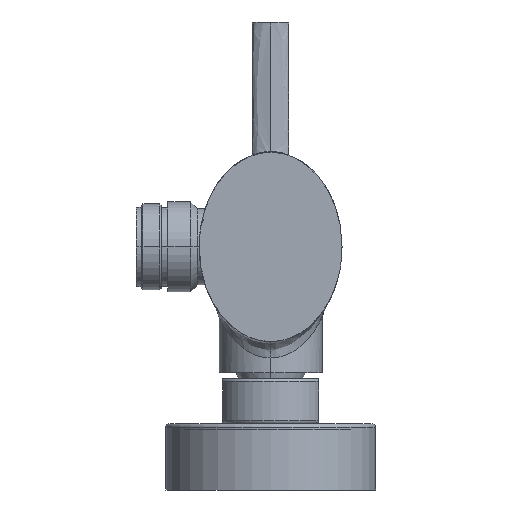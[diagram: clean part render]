
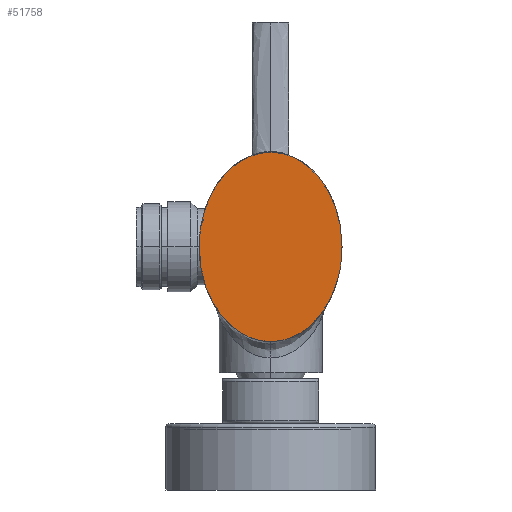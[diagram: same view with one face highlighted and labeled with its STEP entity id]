
A CAD part, left-side view. The second image highlights one B-rep face of the part: STEP entity #51758.
In plain terms, the highlighted planar face has unit normal (-1, 0, 0).
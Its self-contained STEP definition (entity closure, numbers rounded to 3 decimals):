
#15611=CARTESIAN_POINT('',(-106.5,-21.6,0.));
#15612=CARTESIAN_POINT('',(-106.5,-21.6,1.685));
#15613=CARTESIAN_POINT('',(-106.5,-21.374,5.182));
#15614=CARTESIAN_POINT('',(-106.5,-20.228,10.56));
#15615=CARTESIAN_POINT('',(-106.5,-18.551,14.879));
#15616=CARTESIAN_POINT('',(-106.5,-16.8,18.057));
#15617=CARTESIAN_POINT('',(-106.5,-15.301,20.259));
#15618=CARTESIAN_POINT('',(-106.5,-13.637,22.245));
#15619=CARTESIAN_POINT('',(-106.5,-11.837,23.983));
#15620=CARTESIAN_POINT('',(-106.5,-9.933,25.452));
#15621=CARTESIAN_POINT('',(-106.5,-7.957,26.639));
#15622=CARTESIAN_POINT('',(-106.5,-5.944,27.542));
#15623=CARTESIAN_POINT('',(-106.5,-4.263,28.063));
#15624=CARTESIAN_POINT('',(-106.5,-2.929,28.346));
#15625=CARTESIAN_POINT('',(-106.5,-1.939,28.495));
#15626=CARTESIAN_POINT('',(-106.5,-1.124,28.567));
#15627=CARTESIAN_POINT('',(-106.5,-0.479,28.595));
#15628=CARTESIAN_POINT('',(-106.5,0.,28.602));
#15629=CARTESIAN_POINT('',(-106.5,0.479,28.595));
#15630=CARTESIAN_POINT('',(-106.5,1.124,28.567));
#15631=CARTESIAN_POINT('',(-106.5,1.939,28.495));
#15632=CARTESIAN_POINT('',(-106.5,2.929,28.346));
#15633=CARTESIAN_POINT('',(-106.5,4.263,28.063));
#15634=CARTESIAN_POINT('',(-106.5,5.944,27.542));
#15635=CARTESIAN_POINT('',(-106.5,7.957,26.639));
#15636=CARTESIAN_POINT('',(-106.5,9.933,25.452));
#15637=CARTESIAN_POINT('',(-106.5,11.837,23.983));
#15638=CARTESIAN_POINT('',(-106.5,13.637,22.245));
#15639=CARTESIAN_POINT('',(-106.5,15.301,20.259));
#15640=CARTESIAN_POINT('',(-106.5,16.8,18.057));
#15641=CARTESIAN_POINT('',(-106.5,18.551,14.879));
#15642=CARTESIAN_POINT('',(-106.5,20.228,10.56));
#15643=CARTESIAN_POINT('',(-106.5,21.374,5.182));
#15644=CARTESIAN_POINT('',(-106.5,21.6,1.685));
#15645=CARTESIAN_POINT('',(-106.5,21.6,0.));
#15647=CARTESIAN_POINT('',(-106.5,21.6,0.));
#15648=CARTESIAN_POINT('',(-106.5,21.6,-1.685));
#15649=CARTESIAN_POINT('',(-106.5,21.374,-5.182));
#15650=CARTESIAN_POINT('',(-106.5,20.228,-10.56));
#15651=CARTESIAN_POINT('',(-106.5,18.551,-14.879));
#15652=CARTESIAN_POINT('',(-106.5,16.8,-18.057));
#15653=CARTESIAN_POINT('',(-106.5,15.301,-20.259));
#15654=CARTESIAN_POINT('',(-106.5,13.637,-22.245));
#15655=CARTESIAN_POINT('',(-106.5,11.837,-23.983));
#15656=CARTESIAN_POINT('',(-106.5,9.933,-25.452));
#15657=CARTESIAN_POINT('',(-106.5,7.957,-26.639));
#15658=CARTESIAN_POINT('',(-106.5,5.944,-27.542));
#15659=CARTESIAN_POINT('',(-106.5,4.263,-28.063));
#15660=CARTESIAN_POINT('',(-106.5,2.929,-28.346));
#15661=CARTESIAN_POINT('',(-106.5,1.939,-28.495));
#15662=CARTESIAN_POINT('',(-106.5,1.124,-28.567));
#15663=CARTESIAN_POINT('',(-106.5,0.479,-28.595));
#15664=CARTESIAN_POINT('',(-106.5,0.,-28.602));
#15665=CARTESIAN_POINT('',(-106.5,-0.479,-28.595));
#15666=CARTESIAN_POINT('',(-106.5,-1.124,-28.567));
#15667=CARTESIAN_POINT('',(-106.5,-1.939,-28.495));
#15668=CARTESIAN_POINT('',(-106.5,-2.929,-28.346));
#15669=CARTESIAN_POINT('',(-106.5,-4.263,-28.063));
#15670=CARTESIAN_POINT('',(-106.5,-5.944,-27.542));
#15671=CARTESIAN_POINT('',(-106.5,-7.957,-26.639));
#15672=CARTESIAN_POINT('',(-106.5,-9.933,-25.452));
#15673=CARTESIAN_POINT('',(-106.5,-11.837,-23.983));
#15674=CARTESIAN_POINT('',(-106.5,-13.637,-22.245));
#15675=CARTESIAN_POINT('',(-106.5,-15.301,-20.259));
#15676=CARTESIAN_POINT('',(-106.5,-16.8,-18.057));
#15677=CARTESIAN_POINT('',(-106.5,-18.551,-14.879));
#15678=CARTESIAN_POINT('',(-106.5,-20.228,-10.56));
#15679=CARTESIAN_POINT('',(-106.5,-21.374,-5.182));
#15680=CARTESIAN_POINT('',(-106.5,-21.6,-1.685));
#15681=CARTESIAN_POINT('',(-106.5,-21.6,0.));
#24870=VERTEX_POINT('',#15611);
#24871=VERTEX_POINT('',#15645);
#51749=CARTESIAN_POINT('',(-106.5,21.6,0.));
#51750=DIRECTION('',(-1.,0.,0.));
#51751=DIRECTION('',(0.,-1.,0.));
#51752=AXIS2_PLACEMENT_3D('',#51749,#51750,#51751);
#51753=PLANE('',#51752);
#51754=ORIENTED_EDGE('',*,*,#29318,.F.);
#51755=ORIENTED_EDGE('',*,*,#29250,.F.);
#51756=EDGE_LOOP('',(#51754,#51755));
#51757=FACE_OUTER_BOUND('',#51756,.F.);
#51758=ADVANCED_FACE('',(#51757),#51753,.T.);
#15646=B_SPLINE_CURVE_WITH_KNOTS('',3,(#15611,#15612,#15613,#15614,#15615,
#15616,#15617,#15618,#15619,#15620,#15621,#15622,#15623,#15624,#15625,#15626,
#15627,#15628,#15629,#15630,#15631,#15632,#15633,#15634,#15635,#15636,#15637,
#15638,#15639,#15640,#15641,#15642,#15643,#15644,#15645),.UNSPECIFIED.,.F.,.F.,(
4,1,1,1,1,1,1,1,1,1,1,1,1,1,1,1,1,1,1,1,1,1,1,1,1,1,1,1,1,1,1,1,4),(0.,
0.063,0.125,0.188,0.219,0.25,0.281,0.313,0.344,0.375,
0.406,0.438,0.453,0.469,0.484,0.492,0.5,
0.508,0.516,0.531,0.547,0.563,0.594,0.625,
0.656,0.688,0.719,0.75,0.781,0.813,0.875,0.938,1.),
.UNSPECIFIED.);
#15682=B_SPLINE_CURVE_WITH_KNOTS('',3,(#15647,#15648,#15649,#15650,#15651,
#15652,#15653,#15654,#15655,#15656,#15657,#15658,#15659,#15660,#15661,#15662,
#15663,#15664,#15665,#15666,#15667,#15668,#15669,#15670,#15671,#15672,#15673,
#15674,#15675,#15676,#15677,#15678,#15679,#15680,#15681),.UNSPECIFIED.,.F.,.F.,(
4,1,1,1,1,1,1,1,1,1,1,1,1,1,1,1,1,1,1,1,1,1,1,1,1,1,1,1,1,1,1,1,4),(0.,
0.063,0.125,0.188,0.219,0.25,0.281,0.313,0.344,0.375,
0.406,0.438,0.453,0.469,0.484,0.492,0.5,
0.508,0.516,0.531,0.547,0.563,0.594,0.625,
0.656,0.688,0.719,0.75,0.781,0.813,0.875,0.938,1.),
.UNSPECIFIED.);
#29250=EDGE_CURVE('',#24871,#24870,#15682,.T.);
#29318=EDGE_CURVE('',#24870,#24871,#15646,.T.);
